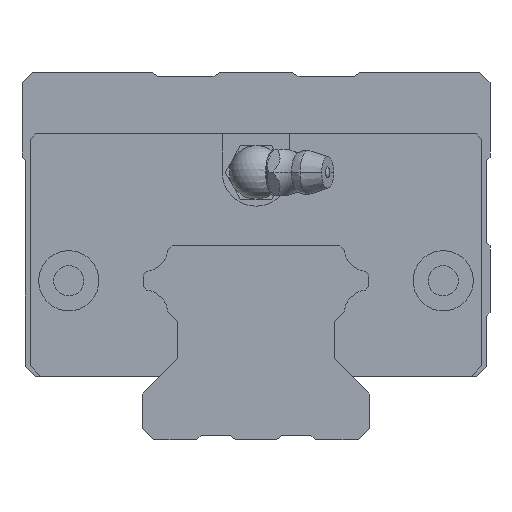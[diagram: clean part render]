
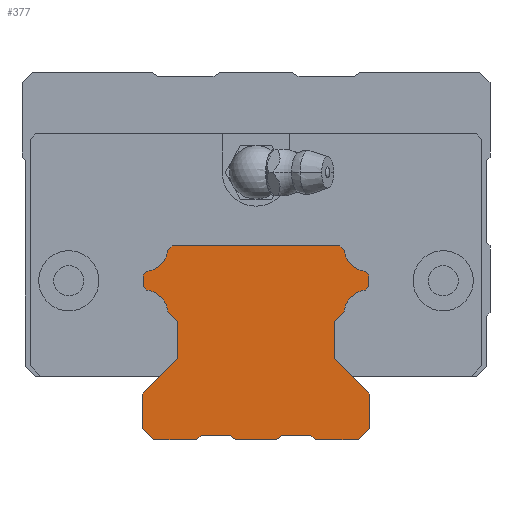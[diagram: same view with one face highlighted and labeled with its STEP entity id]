
A CAD part, front view. The second image highlights one B-rep face of the part: STEP entity #377.
In plain terms, the highlighted planar face has unit normal (0, -1, 0).
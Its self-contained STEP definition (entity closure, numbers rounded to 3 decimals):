
#377=ADVANCED_FACE('',(#820),#821,.T.);
#820=FACE_OUTER_BOUND('',#1338,.T.);
#821=PLANE('',#1339);
#1338=EDGE_LOOP('',(#3032,#3033,#3034,#3035,#3036,#3037,#3038,#3039,#3040,#3041,#3042,#3043,#3044,#3045,#3046,#3047,#3048,#3049,#3050,#3051,#3052,#3053,#3054,#3055,#3056,#3057,#3058,#3059,#3060,#3061,#3062,#3063));
#1339=AXIS2_PLACEMENT_3D('',#3064,#3065,#3066);
#3032=ORIENTED_EDGE('',*,*,#3608,.T.);
#3033=ORIENTED_EDGE('',*,*,#3567,.F.);
#3034=ORIENTED_EDGE('',*,*,#3679,.F.);
#3035=ORIENTED_EDGE('',*,*,#3555,.F.);
#3036=ORIENTED_EDGE('',*,*,#3640,.F.);
#3037=ORIENTED_EDGE('',*,*,#3636,.T.);
#3038=ORIENTED_EDGE('',*,*,#3673,.T.);
#3039=ORIENTED_EDGE('',*,*,#3661,.F.);
#3040=ORIENTED_EDGE('',*,*,#3592,.T.);
#3041=ORIENTED_EDGE('',*,*,#3652,.T.);
#3042=ORIENTED_EDGE('',*,*,#3677,.F.);
#3043=ORIENTED_EDGE('',*,*,#3605,.T.);
#3044=ORIENTED_EDGE('',*,*,#3675,.T.);
#3045=ORIENTED_EDGE('',*,*,#3616,.F.);
#3046=ORIENTED_EDGE('',*,*,#3560,.T.);
#3047=ORIENTED_EDGE('',*,*,#3599,.T.);
#3048=ORIENTED_EDGE('',*,*,#3638,.F.);
#3049=ORIENTED_EDGE('',*,*,#3632,.F.);
#3050=ORIENTED_EDGE('',*,*,#3685,.T.);
#3051=ORIENTED_EDGE('',*,*,#3578,.F.);
#3052=ORIENTED_EDGE('',*,*,#3658,.F.);
#3053=ORIENTED_EDGE('',*,*,#3655,.F.);
#3054=ORIENTED_EDGE('',*,*,#3612,.F.);
#3055=ORIENTED_EDGE('',*,*,#3642,.F.);
#3056=ORIENTED_EDGE('',*,*,#3623,.T.);
#3057=ORIENTED_EDGE('',*,*,#3686,.F.);
#3058=ORIENTED_EDGE('',*,*,#3687,.F.);
#3059=ORIENTED_EDGE('',*,*,#3645,.F.);
#3060=ORIENTED_EDGE('',*,*,#3667,.F.);
#3061=ORIENTED_EDGE('',*,*,#3688,.F.);
#3062=ORIENTED_EDGE('',*,*,#3670,.T.);
#3063=ORIENTED_EDGE('',*,*,#3689,.F.);
#3064=CARTESIAN_POINT('',(-16.688,-170.8,-21.312));
#3065=DIRECTION('',(0.0,-1.0,0.0));
#3066=DIRECTION('',(0.0,0.0,-1.0));
#3555=EDGE_CURVE('',#4420,#4422,#4423,.T.);
#3560=EDGE_CURVE('',#4431,#4429,#4432,.T.);
#3567=EDGE_CURVE('',#4442,#4444,#4445,.T.);
#3578=EDGE_CURVE('',#4458,#4460,#4461,.T.);
#3592=EDGE_CURVE('',#4481,#4479,#4482,.T.);
#3599=EDGE_CURVE('',#4429,#4490,#4492,.T.);
#3605=EDGE_CURVE('',#4503,#4501,#4504,.T.);
#3608=EDGE_CURVE('',#4508,#4444,#4509,.T.);
#3612=EDGE_CURVE('',#4514,#4516,#4517,.T.);
#3616=EDGE_CURVE('',#4431,#4522,#4523,.T.);
#3623=EDGE_CURVE('',#4534,#4532,#4535,.T.);
#3632=EDGE_CURVE('',#4547,#4549,#4550,.T.);
#3636=EDGE_CURVE('',#4557,#4555,#4558,.T.);
#3638=EDGE_CURVE('',#4549,#4490,#4560,.T.);
#3640=EDGE_CURVE('',#4557,#4420,#4562,.T.);
#3642=EDGE_CURVE('',#4534,#4514,#4564,.T.);
#3645=EDGE_CURVE('',#4568,#4570,#4571,.T.);
#3652=EDGE_CURVE('',#4479,#4578,#4580,.T.);
#3655=EDGE_CURVE('',#4516,#4584,#4585,.T.);
#3658=EDGE_CURVE('',#4584,#4458,#4588,.T.);
#3661=EDGE_CURVE('',#4481,#4592,#4593,.T.);
#3667=EDGE_CURVE('',#4599,#4568,#4601,.T.);
#3670=EDGE_CURVE('',#4607,#4605,#4608,.T.);
#3673=EDGE_CURVE('',#4555,#4592,#4611,.T.);
#3675=EDGE_CURVE('',#4501,#4522,#4613,.T.);
#3677=EDGE_CURVE('',#4503,#4578,#4615,.T.);
#3679=EDGE_CURVE('',#4422,#4442,#4617,.T.);
#3685=EDGE_CURVE('',#4547,#4460,#4624,.T.);
#3686=EDGE_CURVE('',#4625,#4532,#4626,.T.);
#3687=EDGE_CURVE('',#4570,#4625,#4627,.T.);
#3688=EDGE_CURVE('',#4607,#4599,#4628,.T.);
#3689=EDGE_CURVE('',#4508,#4605,#4629,.T.);
#4420=VERTEX_POINT('',#5802);
#4422=VERTEX_POINT('',#5805);
#4423=CIRCLE('',#5806,3.5);
#4429=VERTEX_POINT('',#5814);
#4431=VERTEX_POINT('',#5817);
#4432=LINE('',#5818,#5819);
#4442=VERTEX_POINT('',#5833);
#4444=VERTEX_POINT('',#5836);
#4445=LINE('',#5837,#5838);
#4458=VERTEX_POINT('',#5854);
#4460=VERTEX_POINT('',#5857);
#4461=LINE('',#5858,#5859);
#4479=VERTEX_POINT('',#5882);
#4481=VERTEX_POINT('',#5885);
#4482=LINE('',#5886,#5887);
#4490=VERTEX_POINT('',#5898);
#4492=LINE('',#5901,#5902);
#4501=VERTEX_POINT('',#5914);
#4503=VERTEX_POINT('',#5917);
#4504=LINE('',#5918,#5919);
#4508=VERTEX_POINT('',#5925);
#4509=LINE('',#5926,#5927);
#4514=VERTEX_POINT('',#5934);
#4516=VERTEX_POINT('',#5937);
#4517=LINE('',#5938,#5939);
#4522=VERTEX_POINT('',#5946);
#4523=LINE('',#5947,#5948);
#4532=VERTEX_POINT('',#5960);
#4534=VERTEX_POINT('',#5963);
#4535=LINE('',#5964,#5965);
#4547=VERTEX_POINT('',#5981);
#4549=VERTEX_POINT('',#5984);
#4550=LINE('',#5985,#5986);
#4555=VERTEX_POINT('',#5993);
#4557=VERTEX_POINT('',#5996);
#4558=LINE('',#5997,#5998);
#4560=LINE('',#6001,#6002);
#4562=LINE('',#6005,#6006);
#4564=LINE('',#6009,#6010);
#4568=VERTEX_POINT('',#6014);
#4570=VERTEX_POINT('',#6017);
#4571=CIRCLE('',#6018,3.5);
#4578=VERTEX_POINT('',#6028);
#4580=LINE('',#6031,#6032);
#4584=VERTEX_POINT('',#6037);
#4585=LINE('',#6038,#6039);
#4588=LINE('',#6044,#6045);
#4592=VERTEX_POINT('',#6049);
#4593=CIRCLE('',#6050,3.5);
#4599=VERTEX_POINT('',#6059);
#4601=LINE('',#6062,#6063);
#4605=VERTEX_POINT('',#6068);
#4607=VERTEX_POINT('',#6071);
#4608=LINE('',#6072,#6073);
#4611=LINE('',#6078,#6079);
#4613=LINE('',#6082,#6083);
#4615=LINE('',#6086,#6087);
#4617=LINE('',#6090,#6091);
#4624=LINE('',#6101,#6102);
#4625=VERTEX_POINT('',#6103);
#4626=LINE('',#6104,#6105);
#4627=LINE('',#6106,#6107);
#4628=LINE('',#6108,#6109);
#4629=CIRCLE('',#6110,3.5);
#5802=CARTESIAN_POINT('',(-16.354,-170.8,-24.796));
#5805=CARTESIAN_POINT('',(-13.204,-170.8,-21.646));
#5806=AXIS2_PLACEMENT_3D('',#6788,#6789,#6790);
#5814=CARTESIAN_POINT('',(-8.2,-170.8,-49.3));
#5817=CARTESIAN_POINT('',(-8.9,-170.8,-50.0));
#5818=CARTESIAN_POINT('',(-8.9,-170.8,-50.0));
#5819=VECTOR('',#6797,1000.0);
#5833=CARTESIAN_POINT('',(-12.559,-170.8,-21.0));
#5836=CARTESIAN_POINT('',(12.559,-170.8,-21.0));
#5837=CARTESIAN_POINT('',(-12.659,-170.8,-21.0));
#5838=VECTOR('',#6806,1000.0);
#5854=CARTESIAN_POINT('',(8.2,-170.8,-49.3));
#5857=CARTESIAN_POINT('',(3.8,-170.8,-49.3));
#5858=CARTESIAN_POINT('',(8.2,-170.8,-49.3));
#5859=VECTOR('',#6829,1000.0);
#5882=CARTESIAN_POINT('',(-11.7,-170.8,-32.259));
#5885=CARTESIAN_POINT('',(-13.204,-170.8,-30.754));
#5886=CARTESIAN_POINT('',(-13.204,-170.8,-30.754));
#5887=VECTOR('',#6857,1000.0);
#5898=CARTESIAN_POINT('',(-3.8,-170.8,-49.3));
#5901=CARTESIAN_POINT('',(-8.2,-170.8,-49.3));
#5902=VECTOR('',#6868,1000.0);
#5914=CARTESIAN_POINT('',(-17.0,-170.8,-48.3));
#5917=CARTESIAN_POINT('',(-17.0,-170.8,-43.141));
#5918=CARTESIAN_POINT('',(-17.0,-170.8,-43.141));
#5919=VECTOR('',#6876,1000.0);
#5925=CARTESIAN_POINT('',(13.204,-170.8,-21.646));
#5926=CARTESIAN_POINT('',(13.204,-170.8,-21.646));
#5927=VECTOR('',#6879,1000.0);
#5934=CARTESIAN_POINT('',(17.0,-170.8,-48.3));
#5937=CARTESIAN_POINT('',(15.3,-170.8,-50.0));
#5938=CARTESIAN_POINT('',(17.0,-170.8,-48.3));
#5939=VECTOR('',#6883,1000.0);
#5946=CARTESIAN_POINT('',(-15.3,-170.8,-50.0));
#5947=CARTESIAN_POINT('',(-8.9,-170.8,-50.0));
#5948=VECTOR('',#6889,1000.0);
#5960=CARTESIAN_POINT('',(11.7,-170.8,-37.841));
#5963=CARTESIAN_POINT('',(17.0,-170.8,-43.141));
#5964=CARTESIAN_POINT('',(17.0,-170.8,-43.141));
#5965=VECTOR('',#6900,1000.0);
#5981=CARTESIAN_POINT('',(3.1,-170.8,-50.0));
#5984=CARTESIAN_POINT('',(-3.1,-170.8,-50.0));
#5985=CARTESIAN_POINT('',(3.1,-170.8,-50.0));
#5986=VECTOR('',#6915,1000.0);
#5993=CARTESIAN_POINT('',(-16.9,-170.8,-27.059));
#5996=CARTESIAN_POINT('',(-16.9,-170.8,-25.341));
#5997=CARTESIAN_POINT('',(-16.9,-170.8,-25.341));
#5998=VECTOR('',#6919,1000.0);
#6001=CARTESIAN_POINT('',(-3.1,-170.8,-50.0));
#6002=VECTOR('',#6921,1000.0);
#6005=CARTESIAN_POINT('',(-16.9,-170.8,-25.341));
#6006=VECTOR('',#6923,1000.0);
#6009=CARTESIAN_POINT('',(17.0,-170.8,-43.141));
#6010=VECTOR('',#6925,1000.0);
#6014=CARTESIAN_POINT('',(16.354,-170.8,-27.604));
#6017=CARTESIAN_POINT('',(13.204,-170.8,-30.754));
#6018=AXIS2_PLACEMENT_3D('',#6930,#6931,#6932);
#6028=CARTESIAN_POINT('',(-11.7,-170.8,-37.841));
#6031=CARTESIAN_POINT('',(-11.7,-170.8,-32.259));
#6032=VECTOR('',#6943,1000.0);
#6037=CARTESIAN_POINT('',(8.9,-170.8,-50.0));
#6038=CARTESIAN_POINT('',(15.3,-170.8,-50.0));
#6039=VECTOR('',#6948,1000.0);
#6044=CARTESIAN_POINT('',(8.9,-170.8,-50.0));
#6045=VECTOR('',#6951,1000.0);
#6049=CARTESIAN_POINT('',(-16.354,-170.8,-27.604));
#6050=AXIS2_PLACEMENT_3D('',#6958,#6959,#6960);
#6059=CARTESIAN_POINT('',(16.9,-170.8,-27.059));
#6062=CARTESIAN_POINT('',(16.9,-170.8,-27.059));
#6063=VECTOR('',#6968,1000.0);
#6068=CARTESIAN_POINT('',(16.354,-170.8,-24.796));
#6071=CARTESIAN_POINT('',(16.9,-170.8,-25.341));
#6072=CARTESIAN_POINT('',(16.9,-170.8,-25.341));
#6073=VECTOR('',#6971,1000.0);
#6078=CARTESIAN_POINT('',(-16.9,-170.8,-27.059));
#6079=VECTOR('',#6974,1000.0);
#6082=CARTESIAN_POINT('',(-17.0,-170.8,-48.3));
#6083=VECTOR('',#6976,1000.0);
#6086=CARTESIAN_POINT('',(-17.0,-170.8,-43.141));
#6087=VECTOR('',#6978,1000.0);
#6090=CARTESIAN_POINT('',(-13.204,-170.8,-21.646));
#6091=VECTOR('',#6980,1000.0);
#6101=CARTESIAN_POINT('',(3.1,-170.8,-50.0));
#6102=VECTOR('',#6990,1000.0);
#6103=CARTESIAN_POINT('',(11.7,-170.8,-32.259));
#6104=CARTESIAN_POINT('',(11.7,-170.8,-32.259));
#6105=VECTOR('',#6991,1000.0);
#6106=CARTESIAN_POINT('',(13.204,-170.8,-30.754));
#6107=VECTOR('',#6992,1000.0);
#6108=CARTESIAN_POINT('',(16.9,-170.8,-25.341));
#6109=VECTOR('',#6993,1000.0);
#6110=AXIS2_PLACEMENT_3D('',#6994,#6995,#6996);
#6788=CARTESIAN_POINT('',(-16.688,-170.8,-21.312));
#6789=DIRECTION('',(0.0,-1.0,0.0));
#6790=DIRECTION('',(1.0,0.0,0.0));
#6797=DIRECTION('',(0.707,0.0,0.707));
#6806=DIRECTION('',(1.0,0.0,0.0));
#6829=DIRECTION('',(-1.0,0.0,0.0));
#6857=DIRECTION('',(0.707,0.0,-0.707));
#6868=DIRECTION('',(1.0,0.0,0.0));
#6876=DIRECTION('',(0.0,0.0,-1.0));
#6879=DIRECTION('',(-0.707,0.0,0.707));
#6883=DIRECTION('',(-0.707,0.0,-0.707));
#6889=DIRECTION('',(-1.0,0.0,0.0));
#6900=DIRECTION('',(-0.707,0.0,0.707));
#6915=DIRECTION('',(-1.0,0.0,0.0));
#6919=DIRECTION('',(0.0,0.0,-1.0));
#6921=DIRECTION('',(-0.707,0.0,0.707));
#6923=DIRECTION('',(0.707,0.0,0.707));
#6925=DIRECTION('',(0.0,0.0,-1.0));
#6930=CARTESIAN_POINT('',(16.688,-170.8,-31.088));
#6931=DIRECTION('',(0.0,-1.0,0.0));
#6932=DIRECTION('',(1.0,0.0,0.0));
#6943=DIRECTION('',(0.0,0.0,-1.0));
#6948=DIRECTION('',(-1.0,0.0,0.0));
#6951=DIRECTION('',(-0.707,0.0,0.707));
#6958=CARTESIAN_POINT('',(-16.688,-170.8,-31.088));
#6959=DIRECTION('',(0.0,-1.0,0.0));
#6960=DIRECTION('',(1.0,0.0,0.0));
#6968=DIRECTION('',(-0.707,0.0,-0.707));
#6971=DIRECTION('',(-0.707,0.0,0.707));
#6974=DIRECTION('',(0.707,0.0,-0.707));
#6976=DIRECTION('',(0.707,0.0,-0.707));
#6978=DIRECTION('',(0.707,0.0,0.707));
#6980=DIRECTION('',(0.707,0.0,0.707));
#6990=DIRECTION('',(0.707,0.0,0.707));
#6991=DIRECTION('',(0.0,0.0,-1.0));
#6992=DIRECTION('',(-0.707,0.0,-0.707));
#6993=DIRECTION('',(0.0,0.0,-1.0));
#6994=CARTESIAN_POINT('',(16.688,-170.8,-21.312));
#6995=DIRECTION('',(0.0,-1.0,0.0));
#6996=DIRECTION('',(1.0,0.0,0.0));
